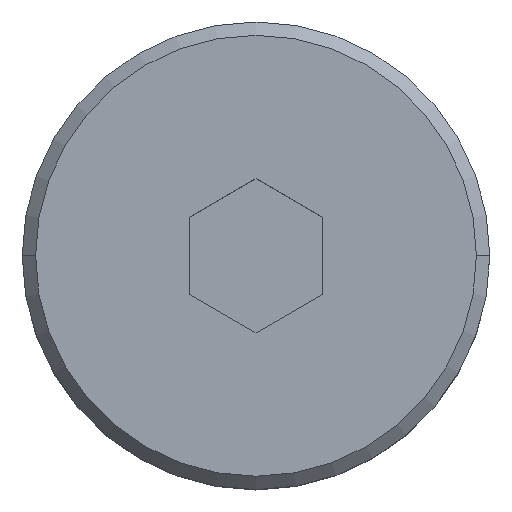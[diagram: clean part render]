
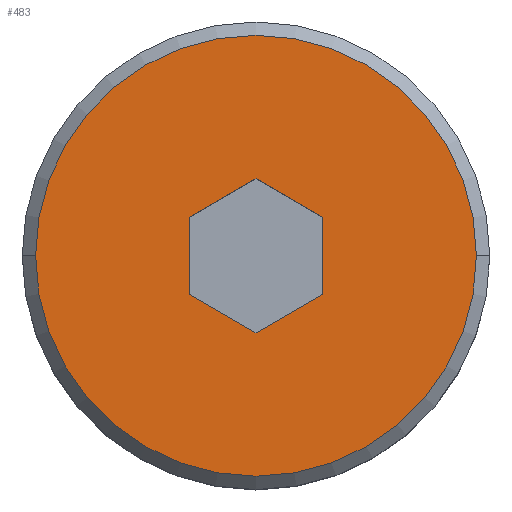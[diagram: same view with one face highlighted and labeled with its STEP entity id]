
A CAD part, top view. The second image highlights one B-rep face of the part: STEP entity #483.
In plain terms, the highlighted planar face has unit normal (0, 0, 1).
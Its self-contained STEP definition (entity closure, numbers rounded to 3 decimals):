
#2 = CARTESIAN_POINT ( 'NONE',  ( 1., 0.577, 4. ) ) ;
#7 = AXIS2_PLACEMENT_3D ( 'NONE', #273, #393, #358 ) ;
#9 = VECTOR ( 'NONE', #240, 1000. ) ;
#19 = ORIENTED_EDGE ( 'NONE', *, *, #63, .F. ) ;
#33 = ORIENTED_EDGE ( 'NONE', *, *, #149, .T. ) ;
#49 = CARTESIAN_POINT ( 'NONE',  ( -3.3, 0., 4. ) ) ;
#55 = LINE ( 'NONE', #2, #528 ) ;
#63 = EDGE_CURVE ( 'NONE', #286, #520, #181, .T. ) ;
#64 = EDGE_CURVE ( 'NONE', #520, #295, #278, .T. ) ;
#66 = ORIENTED_EDGE ( 'NONE', *, *, #554, .F. ) ;
#81 = EDGE_CURVE ( 'NONE', #452, #556, #55, .T. ) ;
#94 = CARTESIAN_POINT ( 'NONE',  ( 1., -0.577, 4. ) ) ;
#98 = FACE_OUTER_BOUND ( 'NONE', #323, .T. ) ;
#102 = CARTESIAN_POINT ( 'NONE',  ( 0., 0., 4. ) ) ;
#115 = VERTEX_POINT ( 'NONE', #94 ) ;
#117 = DIRECTION ( 'NONE',  ( 0., 1., 0. ) ) ;
#122 = CARTESIAN_POINT ( 'NONE',  ( 1., -0.577, 4. ) ) ;
#126 = VERTEX_POINT ( 'NONE', #49 ) ;
#128 = CARTESIAN_POINT ( 'NONE',  ( 0., -1.155, 4. ) ) ;
#145 = DIRECTION ( 'NONE',  ( 0.866, -0.5, 0. ) ) ;
#149 = EDGE_CURVE ( 'NONE', #507, #126, #237, .T. ) ;
#158 = EDGE_CURVE ( 'NONE', #126, #507, #438, .T. ) ;
#181 = LINE ( 'NONE', #444, #501 ) ;
#189 = DIRECTION ( 'NONE',  ( 1., 0., 0. ) ) ;
#198 = CARTESIAN_POINT ( 'NONE',  ( 0., 1.155, 4. ) ) ;
#227 = PLANE ( 'NONE',  #449 ) ;
#237 = CIRCLE ( 'NONE', #353, 3.3 ) ;
#238 = LINE ( 'NONE', #277, #329 ) ;
#239 = DIRECTION ( 'NONE',  ( 0., 0., 1. ) ) ;
#240 = DIRECTION ( 'NONE',  ( -0.866, -0.5, 0. ) ) ;
#242 = CARTESIAN_POINT ( 'NONE',  ( -1., -0.577, 4. ) ) ;
#245 = ORIENTED_EDGE ( 'NONE', *, *, #158, .T. ) ;
#267 = EDGE_CURVE ( 'NONE', #115, #452, #342, .T. ) ;
#273 = CARTESIAN_POINT ( 'NONE',  ( 0., 0., 4. ) ) ;
#277 = CARTESIAN_POINT ( 'NONE',  ( 0., -1.155, 4. ) ) ;
#278 = LINE ( 'NONE', #525, #447 ) ;
#286 = VERTEX_POINT ( 'NONE', #552 ) ;
#295 = VERTEX_POINT ( 'NONE', #128 ) ;
#296 = LINE ( 'NONE', #370, #9 ) ;
#299 = VECTOR ( 'NONE', #117, 1000. ) ;
#323 = EDGE_LOOP ( 'NONE', ( #245, #33 ) ) ;
#326 = DIRECTION ( 'NONE',  ( -0.866, 0.5, 0. ) ) ;
#329 = VECTOR ( 'NONE', #530, 1000. ) ;
#336 = ORIENTED_EDGE ( 'NONE', *, *, #64, .F. ) ;
#342 = LINE ( 'NONE', #122, #299 ) ;
#352 = EDGE_CURVE ( 'NONE', #295, #115, #238, .T. ) ;
#353 = AXIS2_PLACEMENT_3D ( 'NONE', #534, #239, #439 ) ;
#358 = DIRECTION ( 'NONE',  ( 1., 0., 0. ) ) ;
#370 = CARTESIAN_POINT ( 'NONE',  ( 0., 1.155, 4. ) ) ;
#384 = ORIENTED_EDGE ( 'NONE', *, *, #81, .F. ) ;
#393 = DIRECTION ( 'NONE',  ( 0., 0., 1. ) ) ;
#435 = CARTESIAN_POINT ( 'NONE',  ( 1., 0.577, 4. ) ) ;
#438 = CIRCLE ( 'NONE', #7, 3.3 ) ;
#439 = DIRECTION ( 'NONE',  ( 1., 0., 0. ) ) ;
#443 = DIRECTION ( 'NONE',  ( 0., 0., 1. ) ) ;
#444 = CARTESIAN_POINT ( 'NONE',  ( -1., 0.577, 4. ) ) ;
#447 = VECTOR ( 'NONE', #145, 1000. ) ;
#449 = AXIS2_PLACEMENT_3D ( 'NONE', #102, #443, #189 ) ;
#452 = VERTEX_POINT ( 'NONE', #435 ) ;
#461 = EDGE_LOOP ( 'NONE', ( #384, #473, #513, #336, #19, #66 ) ) ;
#473 = ORIENTED_EDGE ( 'NONE', *, *, #267, .F. ) ;
#483 = ADVANCED_FACE ( 'NONE', ( #98, #484 ), #227, .T. ) ;
#484 = FACE_BOUND ( 'NONE', #461, .T. ) ;
#486 = DIRECTION ( 'NONE',  ( 0., -1., 0. ) ) ;
#501 = VECTOR ( 'NONE', #486, 1000. ) ;
#507 = VERTEX_POINT ( 'NONE', #545 ) ;
#513 = ORIENTED_EDGE ( 'NONE', *, *, #352, .F. ) ;
#520 = VERTEX_POINT ( 'NONE', #242 ) ;
#525 = CARTESIAN_POINT ( 'NONE',  ( -1., -0.577, 4. ) ) ;
#528 = VECTOR ( 'NONE', #326, 1000. ) ;
#530 = DIRECTION ( 'NONE',  ( 0.866, 0.5, 0. ) ) ;
#534 = CARTESIAN_POINT ( 'NONE',  ( 0., 0., 4. ) ) ;
#545 = CARTESIAN_POINT ( 'NONE',  ( 3.3, 0., 4. ) ) ;
#552 = CARTESIAN_POINT ( 'NONE',  ( -1., 0.577, 4. ) ) ;
#554 = EDGE_CURVE ( 'NONE', #556, #286, #296, .T. ) ;
#556 = VERTEX_POINT ( 'NONE', #198 ) ;
